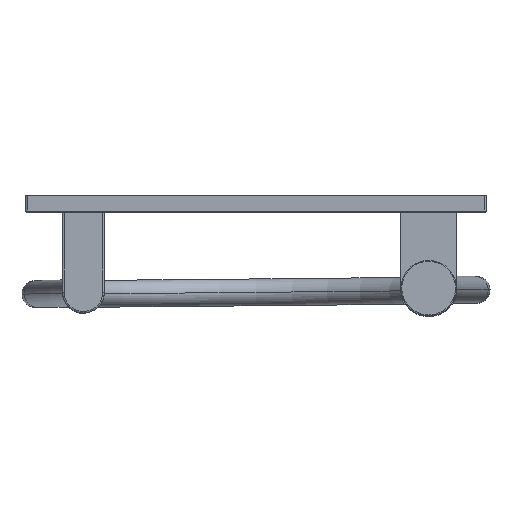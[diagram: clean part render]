
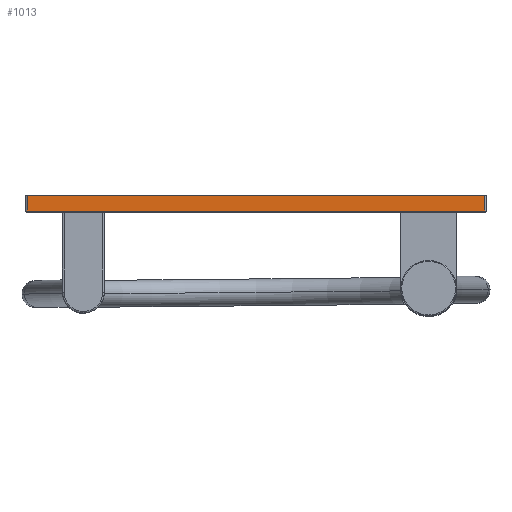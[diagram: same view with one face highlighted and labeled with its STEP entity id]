
A CAD part, top view. The second image highlights one B-rep face of the part: STEP entity #1013.
In plain terms, the highlighted face is planar.
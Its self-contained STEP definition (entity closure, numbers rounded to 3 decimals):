
#73 = EDGE_CURVE ( 'NONE', #5096, #1894, #5348, .T. ) ;
#330 = DIRECTION ( 'NONE',  ( -1., 0., 0. ) ) ;
#348 = CARTESIAN_POINT ( 'NONE',  ( 119.2, 8.2, -30. ) ) ;
#653 = VERTEX_POINT ( 'NONE', #4252 ) ;
#810 = LINE ( 'NONE', #1315, #2357 ) ;
#950 = ORIENTED_EDGE ( 'NONE', *, *, #2047, .T. ) ;
#986 = VECTOR ( 'NONE', #1618, 1000. ) ;
#1013 = ADVANCED_FACE ( 'NONE', ( #4666 ), #3386, .F. ) ;
#1044 = ORIENTED_EDGE ( 'NONE', *, *, #73, .T. ) ;
#1053 = CARTESIAN_POINT ( 'NONE',  ( -119.2, 9., -30. ) ) ;
#1132 = EDGE_CURVE ( 'NONE', #2538, #5096, #4352, .T. ) ;
#1253 = EDGE_LOOP ( 'NONE', ( #2798, #1044, #1562, #950 ) ) ;
#1310 = CARTESIAN_POINT ( 'NONE',  ( -120., 9., -30. ) ) ;
#1315 = CARTESIAN_POINT ( 'NONE',  ( -120., 0., -30. ) ) ;
#1562 = ORIENTED_EDGE ( 'NONE', *, *, #2905, .T. ) ;
#1618 = DIRECTION ( 'NONE',  ( 1., 0., 0. ) ) ;
#1894 = VERTEX_POINT ( 'NONE', #3379 ) ;
#1907 = CARTESIAN_POINT ( 'NONE',  ( 119.2, 9., -30. ) ) ;
#1935 = DIRECTION ( 'NONE',  ( 0., 1., 0. ) ) ;
#2047 = EDGE_CURVE ( 'NONE', #653, #2538, #810, .T. ) ;
#2255 = VECTOR ( 'NONE', #1935, 1000. ) ;
#2286 = VECTOR ( 'NONE', #5134, 1000. ) ;
#2357 = VECTOR ( 'NONE', #330, 1000. ) ;
#2538 = VERTEX_POINT ( 'NONE', #2822 ) ;
#2798 = ORIENTED_EDGE ( 'NONE', *, *, #1132, .T. ) ;
#2822 = CARTESIAN_POINT ( 'NONE',  ( -119.2, 0., -30. ) ) ;
#2905 = EDGE_CURVE ( 'NONE', #1894, #653, #5209, .T. ) ;
#2951 = DIRECTION ( 'NONE',  ( 0., 0., 1. ) ) ;
#3001 = DIRECTION ( 'NONE',  ( 1., 0., 0. ) ) ;
#3039 = AXIS2_PLACEMENT_3D ( 'NONE', #1310, #2951, #3001 ) ;
#3046 = CARTESIAN_POINT ( 'NONE',  ( -119.2, 8.2, -30. ) ) ;
#3379 = CARTESIAN_POINT ( 'NONE',  ( 119.2, 8.2, -30. ) ) ;
#3386 = PLANE ( 'NONE',  #3039 ) ;
#4252 = CARTESIAN_POINT ( 'NONE',  ( 119.2, 0., -30. ) ) ;
#4352 = LINE ( 'NONE', #1053, #2255 ) ;
#4666 = FACE_OUTER_BOUND ( 'NONE', #1253, .T. ) ;
#5096 = VERTEX_POINT ( 'NONE', #3046 ) ;
#5134 = DIRECTION ( 'NONE',  ( 0., -1., 0. ) ) ;
#5209 = LINE ( 'NONE', #1907, #2286 ) ;
#5348 = LINE ( 'NONE', #348, #986 ) ;
